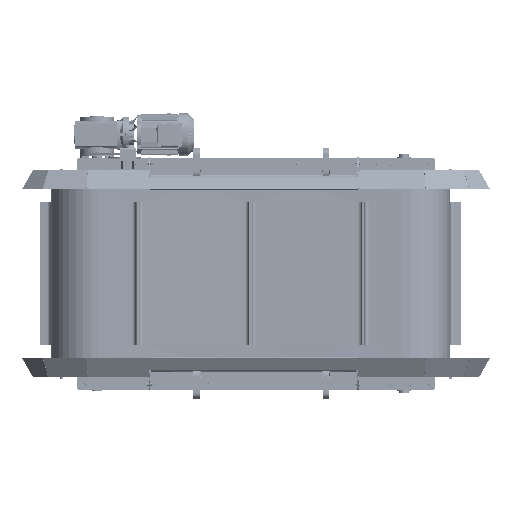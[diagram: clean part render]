
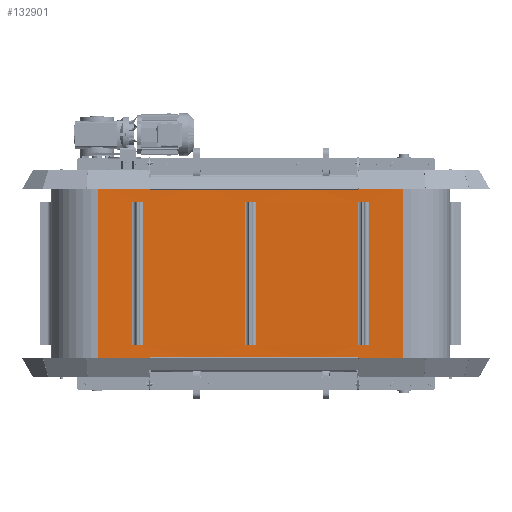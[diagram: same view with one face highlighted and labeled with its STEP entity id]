
A CAD part, top view. The second image highlights one B-rep face of the part: STEP entity #132901.
In plain terms, the highlighted cylindrical face has radius 22933.3 mm (diameter 45866.7 mm), a partial arc.
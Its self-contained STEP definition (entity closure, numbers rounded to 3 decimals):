
#5537=CYLINDRICAL_SURFACE('',#145285,22933.326);
#11974=FACE_OUTER_BOUND('',#44610,.T.);
#21690=LINE('',#224113,#30999);
#21694=LINE('',#224127,#31003);
#21695=LINE('',#224133,#31004);
#21696=LINE('',#224136,#31005);
#21697=LINE('',#224141,#31006);
#21698=LINE('',#224144,#31007);
#21699=LINE('',#224149,#31008);
#21700=LINE('',#224152,#31009);
#30999=VECTOR('',#177605,10.);
#31003=VECTOR('',#177617,10.);
#31004=VECTOR('',#177622,10.);
#31005=VECTOR('',#177625,10.);
#31006=VECTOR('',#177628,10.);
#31007=VECTOR('',#177631,10.);
#31008=VECTOR('',#177634,10.);
#31009=VECTOR('',#177637,10.);
#37463=FACE_BOUND('',#44611,.T.);
#37464=FACE_BOUND('',#44612,.T.);
#37465=FACE_BOUND('',#44613,.T.);
#44610=EDGE_LOOP('',(#111479,#111480,#111481,#111482));
#44611=EDGE_LOOP('',(#111483,#111484,#111485,#111486));
#44612=EDGE_LOOP('',(#111487,#111488,#111489,#111490));
#44613=EDGE_LOOP('',(#111491,#111492,#111493,#111494));
#51428=CIRCLE('',#145274,22933.326);
#51438=CIRCLE('',#145286,22933.326);
#51439=CIRCLE('',#145287,22933.326);
#51440=CIRCLE('',#145288,22933.326);
#51441=CIRCLE('',#145289,22933.326);
#51442=CIRCLE('',#145290,22933.326);
#51443=CIRCLE('',#145291,22933.326);
#51444=CIRCLE('',#145292,22933.326);
#62436=VERTEX_POINT('',#224096);
#62437=VERTEX_POINT('',#224098);
#62443=VERTEX_POINT('',#224112);
#62449=VERTEX_POINT('',#224126);
#62450=VERTEX_POINT('',#224129);
#62451=VERTEX_POINT('',#224130);
#62452=VERTEX_POINT('',#224132);
#62453=VERTEX_POINT('',#224134);
#62454=VERTEX_POINT('',#224137);
#62455=VERTEX_POINT('',#224138);
#62456=VERTEX_POINT('',#224140);
#62457=VERTEX_POINT('',#224142);
#62458=VERTEX_POINT('',#224145);
#62459=VERTEX_POINT('',#224146);
#62460=VERTEX_POINT('',#224148);
#62461=VERTEX_POINT('',#224150);
#79215=EDGE_CURVE('',#62436,#62437,#51428,.T.);
#79222=EDGE_CURVE('',#62443,#62436,#21690,.T.);
#79229=EDGE_CURVE('',#62437,#62449,#21694,.T.);
#79230=EDGE_CURVE('',#62449,#62443,#51438,.T.);
#79231=EDGE_CURVE('',#62450,#62451,#51439,.T.);
#79232=EDGE_CURVE('',#62451,#62452,#21695,.T.);
#79233=EDGE_CURVE('',#62452,#62453,#51440,.T.);
#79234=EDGE_CURVE('',#62453,#62450,#21696,.T.);
#79235=EDGE_CURVE('',#62454,#62455,#51441,.T.);
#79236=EDGE_CURVE('',#62455,#62456,#21697,.T.);
#79237=EDGE_CURVE('',#62456,#62457,#51442,.T.);
#79238=EDGE_CURVE('',#62457,#62454,#21698,.T.);
#79239=EDGE_CURVE('',#62458,#62459,#51443,.T.);
#79240=EDGE_CURVE('',#62459,#62460,#21699,.T.);
#79241=EDGE_CURVE('',#62460,#62461,#51444,.T.);
#79242=EDGE_CURVE('',#62461,#62458,#21700,.T.);
#111479=ORIENTED_EDGE('',*,*,#79229,.F.);
#111480=ORIENTED_EDGE('',*,*,#79215,.F.);
#111481=ORIENTED_EDGE('',*,*,#79222,.F.);
#111482=ORIENTED_EDGE('',*,*,#79230,.F.);
#111483=ORIENTED_EDGE('',*,*,#79231,.T.);
#111484=ORIENTED_EDGE('',*,*,#79232,.T.);
#111485=ORIENTED_EDGE('',*,*,#79233,.T.);
#111486=ORIENTED_EDGE('',*,*,#79234,.T.);
#111487=ORIENTED_EDGE('',*,*,#79235,.T.);
#111488=ORIENTED_EDGE('',*,*,#79236,.T.);
#111489=ORIENTED_EDGE('',*,*,#79237,.T.);
#111490=ORIENTED_EDGE('',*,*,#79238,.T.);
#111491=ORIENTED_EDGE('',*,*,#79239,.T.);
#111492=ORIENTED_EDGE('',*,*,#79240,.T.);
#111493=ORIENTED_EDGE('',*,*,#79241,.T.);
#111494=ORIENTED_EDGE('',*,*,#79242,.T.);
#132901=ADVANCED_FACE('',(#11974,#37463,#37464,#37465),#5537,.F.);
#145274=AXIS2_PLACEMENT_3D('',#224099,#177589,#177590);
#145285=AXIS2_PLACEMENT_3D('',#224125,#177615,#177616);
#145286=AXIS2_PLACEMENT_3D('',#224128,#177618,#177619);
#145287=AXIS2_PLACEMENT_3D('',#224131,#177620,#177621);
#145288=AXIS2_PLACEMENT_3D('',#224135,#177623,#177624);
#145289=AXIS2_PLACEMENT_3D('',#224139,#177626,#177627);
#145290=AXIS2_PLACEMENT_3D('',#224143,#177629,#177630);
#145291=AXIS2_PLACEMENT_3D('',#224147,#177632,#177633);
#145292=AXIS2_PLACEMENT_3D('',#224151,#177635,#177636);
#177589=DIRECTION('center_axis',(0.,1.,0.));
#177590=DIRECTION('ref_axis',(-0.03,0.,
-1.));
#177605=DIRECTION('',(0.,-1.,0.));
#177615=DIRECTION('center_axis',(0.,-1.,0.));
#177616=DIRECTION('ref_axis',(-0.03,0.,
-1.));
#177617=DIRECTION('',(0.,1.,0.));
#177618=DIRECTION('center_axis',(0.,-1.,0.));
#177619=DIRECTION('ref_axis',(-0.03,0.,
-1.));
#177620=DIRECTION('center_axis',(0.,-1.,0.));
#177621=DIRECTION('ref_axis',(-0.03,0.,
-1.));
#177622=DIRECTION('',(0.,-1.,0.));
#177623=DIRECTION('center_axis',(0.,1.,0.));
#177624=DIRECTION('ref_axis',(-0.03,0.,
-1.));
#177625=DIRECTION('',(0.,1.,0.));
#177626=DIRECTION('center_axis',(0.,-1.,0.));
#177627=DIRECTION('ref_axis',(-0.03,0.,
-1.));
#177628=DIRECTION('',(0.,-1.,0.));
#177629=DIRECTION('center_axis',(0.,1.,0.));
#177630=DIRECTION('ref_axis',(-0.03,0.,
-1.));
#177631=DIRECTION('',(0.,1.,0.));
#177632=DIRECTION('center_axis',(0.,-1.,0.));
#177633=DIRECTION('ref_axis',(-0.03,0.,
-1.));
#177634=DIRECTION('',(0.,-1.,0.));
#177635=DIRECTION('center_axis',(0.,1.,0.));
#177636=DIRECTION('ref_axis',(-0.03,0.,
-1.));
#177637=DIRECTION('',(0.,1.,0.));
#224096=CARTESIAN_POINT('',(693.618,-400.,123.903));
#224098=CARTESIAN_POINT('',(-693.618,-400.,123.903));
#224099=CARTESIAN_POINT('Origin',(0.,-400.,
23046.738));
#224112=CARTESIAN_POINT('',(693.618,400.,123.903));
#224113=CARTESIAN_POINT('',(693.618,0.,123.903));
#224125=CARTESIAN_POINT('Origin',(0.,0.,
23046.738));
#224126=CARTESIAN_POINT('',(-693.618,400.,123.903));
#224127=CARTESIAN_POINT('',(-693.618,0.,123.903));
#224128=CARTESIAN_POINT('Origin',(0.,400.,
23046.738));
#224129=CARTESIAN_POINT('',(-540.731,325.,119.788));
#224130=CARTESIAN_POINT('',(-490.744,325.,118.663));
#224131=CARTESIAN_POINT('Origin',(0.,325.,
23046.738));
#224132=CARTESIAN_POINT('',(-490.744,-325.,118.663));
#224133=CARTESIAN_POINT('',(-490.744,0.,118.663));
#224134=CARTESIAN_POINT('',(-540.731,-325.,119.788));
#224135=CARTESIAN_POINT('Origin',(0.,-325.,
23046.738));
#224136=CARTESIAN_POINT('',(-540.731,0.,119.788));
#224137=CARTESIAN_POINT('',(-25.018,325.,113.425));
#224138=CARTESIAN_POINT('',(24.982,325.,113.425));
#224139=CARTESIAN_POINT('Origin',(0.,325.,
23046.738));
#224140=CARTESIAN_POINT('',(24.982,-325.,113.425));
#224141=CARTESIAN_POINT('',(24.982,0.,113.425));
#224142=CARTESIAN_POINT('',(-25.018,-325.,113.425));
#224143=CARTESIAN_POINT('Origin',(0.,-325.,
23046.738));
#224144=CARTESIAN_POINT('',(-25.018,0.,113.425));
#224145=CARTESIAN_POINT('',(490.708,325.,118.662));
#224146=CARTESIAN_POINT('',(540.695,325.,119.787));
#224147=CARTESIAN_POINT('Origin',(0.,325.,
23046.738));
#224148=CARTESIAN_POINT('',(540.695,-325.,119.787));
#224149=CARTESIAN_POINT('',(540.695,0.,119.787));
#224150=CARTESIAN_POINT('',(490.708,-325.,118.662));
#224151=CARTESIAN_POINT('Origin',(0.,-325.,
23046.738));
#224152=CARTESIAN_POINT('',(490.708,0.,118.662));
